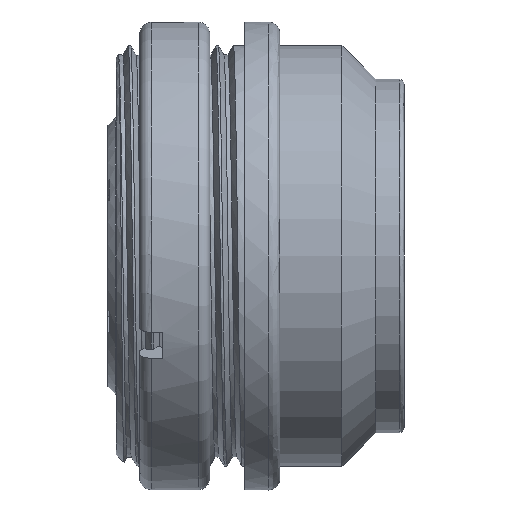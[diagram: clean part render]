
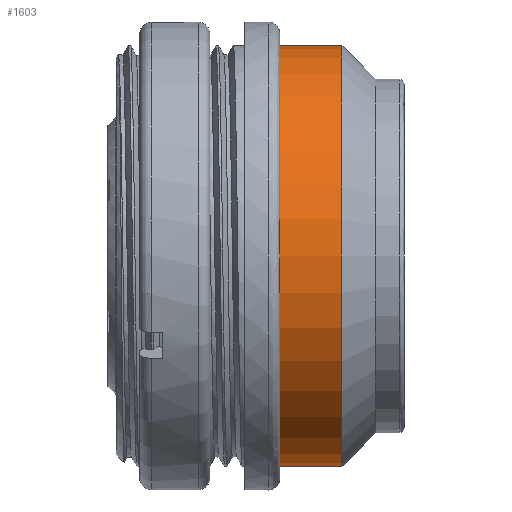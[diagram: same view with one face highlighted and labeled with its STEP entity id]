
A CAD part, front view. The second image highlights one B-rep face of the part: STEP entity #1603.
In plain terms, the highlighted cylindrical face has radius 9 mm (diameter 18 mm), a full revolution.
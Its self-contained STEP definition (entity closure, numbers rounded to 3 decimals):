
#1345=FACE_BOUND('',#2168,.T.);
#1346=FACE_BOUND('',#2169,.T.);
#1603=ADVANCED_FACE('',(#1345,#1346),#1846,.T.);
#1846=CYLINDRICAL_SURFACE('',#6197,9.);
#2168=EDGE_LOOP('',(#3619));
#2169=EDGE_LOOP('',(#3620));
#3316=CIRCLE('',#6194,9.);
#3317=CIRCLE('',#6196,9.);
#3619=ORIENTED_EDGE('',*,*,#5427,.T.);
#3620=ORIENTED_EDGE('',*,*,#5428,.F.);
#4917=VERTEX_POINT('',#9562);
#4918=VERTEX_POINT('',#9565);
#5427=EDGE_CURVE('',#4917,#4917,#3316,.T.);
#5428=EDGE_CURVE('',#4918,#4918,#3317,.T.);
#6194=AXIS2_PLACEMENT_3D('',#9561,#6668,#6669);
#6196=AXIS2_PLACEMENT_3D('',#9564,#6672,#6673);
#6197=AXIS2_PLACEMENT_3D('',#9566,#6674,#6675);
#6668=DIRECTION('',(-1.,0.,0.));
#6669=DIRECTION('',(0.,1.,0.));
#6672=DIRECTION('',(-1.,0.,0.));
#6673=DIRECTION('',(0.,1.,0.));
#6674=DIRECTION('',(1.,0.,0.));
#6675=DIRECTION('',(0.,1.,0.));
#9561=CARTESIAN_POINT('',(9.65,0.,0.));
#9562=CARTESIAN_POINT('',(9.65,9.,0.));
#9564=CARTESIAN_POINT('',(7.,0.,0.));
#9565=CARTESIAN_POINT('',(7.,9.,0.));
#9566=CARTESIAN_POINT('',(7.,0.,0.));
